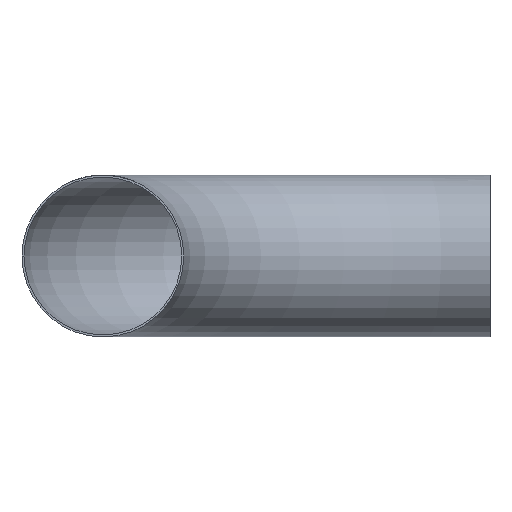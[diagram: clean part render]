
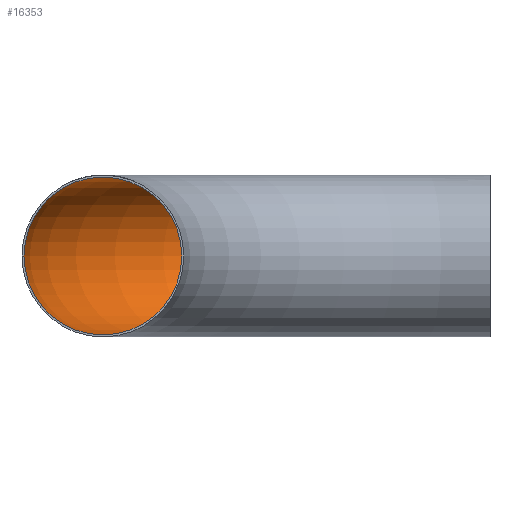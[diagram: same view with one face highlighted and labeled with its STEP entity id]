
A CAD part, front view. The second image highlights one B-rep face of the part: STEP entity #16353.
In plain terms, the highlighted toroidal (fillet/blend) face has major radius 775 mm and minor radius 157.95 mm.
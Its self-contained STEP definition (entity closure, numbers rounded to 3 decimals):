
#1611 = DIRECTION ( 'NONE',  ( 0., 1., 0. ) ) ;
#1651 = FACE_OUTER_BOUND ( 'NONE', #19730, .T. ) ;
#1934 = DIRECTION ( 'NONE',  ( 0., 0., 1. ) ) ;
#2512 = VERTEX_POINT ( 'NONE', #25561 ) ;
#2946 = EDGE_CURVE ( 'NONE', #20381, #20381, #18934, .T. ) ;
#6279 = CARTESIAN_POINT ( 'NONE',  ( 0., 775., 0. ) ) ;
#7254 = AXIS2_PLACEMENT_3D ( 'NONE', #27196, #1611, #1934 ) ;
#9410 = CIRCLE ( 'NONE', #7254, 157.95 ) ;
#10539 = EDGE_CURVE ( 'NONE', #2512, #2512, #9410, .T. ) ;
#12077 = DIRECTION ( 'NONE',  ( -1., 0., 0. ) ) ;
#14621 = DIRECTION ( 'NONE',  ( 0., 0., -1. ) ) ;
#14886 = AXIS2_PLACEMENT_3D ( 'NONE', #27397, #14621, #12077 ) ;
#15899 = DIRECTION ( 'NONE',  ( 0., 1., 0. ) ) ;
#15930 = TOROIDAL_SURFACE ( 'NONE', #14886, 775., 157.95 ) ;
#16353 = ADVANCED_FACE ( 'NONE', ( #1651, #22211 ), #15930, .F. ) ;
#16780 = AXIS2_PLACEMENT_3D ( 'NONE', #6279, #33133, #15899 ) ;
#18934 = CIRCLE ( 'NONE', #16780, 157.95 ) ;
#19730 = EDGE_LOOP ( 'NONE', ( #24431 ) ) ;
#20381 = VERTEX_POINT ( 'NONE', #28251 ) ;
#22211 = FACE_OUTER_BOUND ( 'NONE', #22368, .T. ) ;
#22368 = EDGE_LOOP ( 'NONE', ( #32082 ) ) ;
#24431 = ORIENTED_EDGE ( 'NONE', *, *, #2946, .T. ) ;
#25561 = CARTESIAN_POINT ( 'NONE',  ( -775., 0., 157.95 ) ) ;
#27196 = CARTESIAN_POINT ( 'NONE',  ( -775., 0., 0. ) ) ;
#27397 = CARTESIAN_POINT ( 'NONE',  ( 0., 0., 0. ) ) ;
#28251 = CARTESIAN_POINT ( 'NONE',  ( 0., 932.95, 0. ) ) ;
#32082 = ORIENTED_EDGE ( 'NONE', *, *, #10539, .F. ) ;
#33133 = DIRECTION ( 'NONE',  ( 1., 0., 0. ) ) ;
